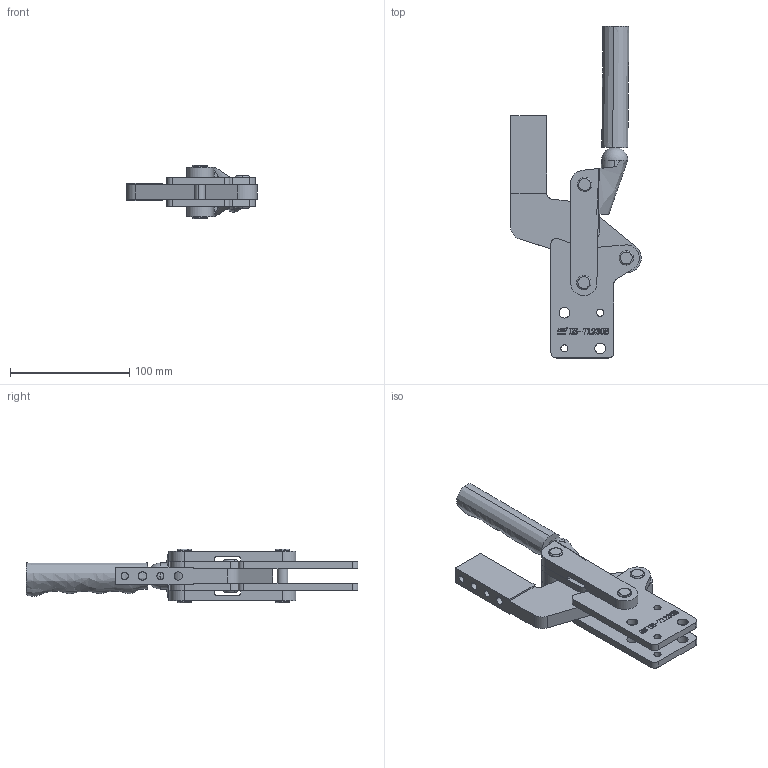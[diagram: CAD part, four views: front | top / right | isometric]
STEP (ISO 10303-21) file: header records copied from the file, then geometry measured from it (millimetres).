
FILE_DESCRIPTION (( 'STEP AP203' ), '1' );
FILE_NAME ('HS-71230B 装配体.STEP', '2018-12-07T08:23:49', ( 'PCOS' ), ( '微软中国' ), 'SwSTEP 2.0', 'SolidWorks 2012', '' );
FILE_SCHEMA (( 'CONFIG_CONTROL_DESIGN' ));
Length unit declared in the file: millimetre
Products named in the file (8): 种2; 种1; 忒梟; 忒參; 蟀裝; 菁釱; HS-71230B 蚾饜极; 揤參
Assembly tree (10 placements, depth 2):
  HS-71230B 蚾饜极
    菁釱
    蟀裝  x2
    忒參
    忒梟
    种1  x2
    种2  x2
    揤參
Bounding box: 109.5 x 278.88 x 44.8 mm (x, y, z)
Volume: 264846.2 mm3; surface area: 91274.8 mm2
Topology: 14 solids, 14 shells, 608 faces, 1608 edges, 1065 vertices
Faces by surface type: plane 284, bspline 154, cylinder 152, torus 16, sphere 2
Entity records: 27050 total; most frequent: CARTESIAN_POINT 12563, ORIENTED_EDGE 3054, DIRECTION 2355, EDGE_CURVE 1527, VERTEX_POINT 1014, LINE 923, VECTOR 923, AXIS2_PLACEMENT_3D 716
